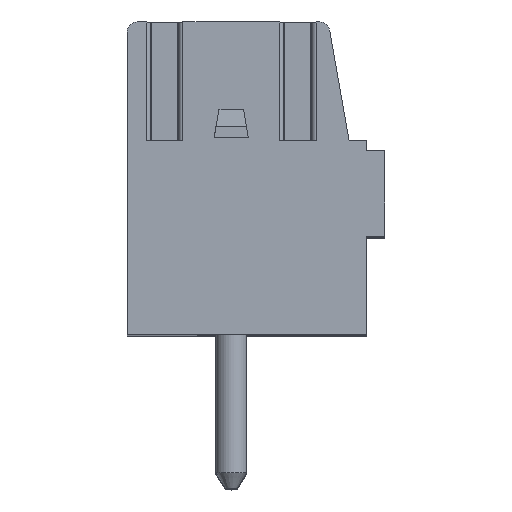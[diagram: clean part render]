
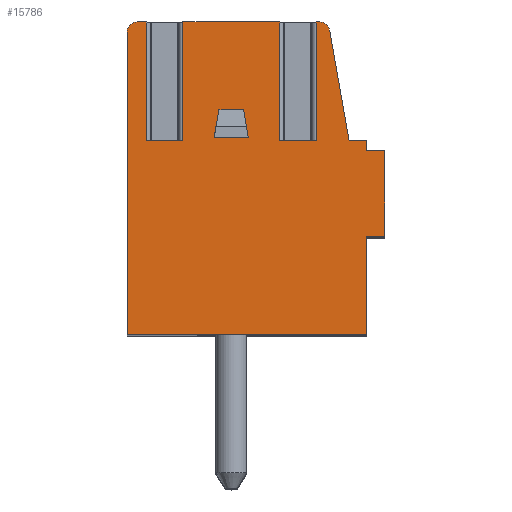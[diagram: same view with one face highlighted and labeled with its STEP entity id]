
A CAD part, top view. The second image highlights one B-rep face of the part: STEP entity #15786.
In plain terms, the highlighted planar face has unit normal (0, 0, 1).
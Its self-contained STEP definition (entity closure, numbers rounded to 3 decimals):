
#2225=DIRECTION('',(-1.,0.,0.));
#2226=VECTOR('',#2225,1.07);
#2227=CARTESIAN_POINT('',(2.035,1.105,1.75));
#2228=LINE('',#2227,#2226);
#2229=DIRECTION('',(0.,1.,0.));
#2230=VECTOR('',#2229,3.47);
#2231=CARTESIAN_POINT('',(2.035,1.105,1.75));
#2232=LINE('',#2231,#2230);
#2233=DIRECTION('',(1.,0.,0.));
#2234=VECTOR('',#2233,0.101);
#2235=CARTESIAN_POINT('',(2.035,4.575,1.75));
#2236=LINE('',#2235,#2234);
#2237=CARTESIAN_POINT('',(2.136,4.275,1.75));
#2238=DIRECTION('',(0.,0.,-1.));
#2239=DIRECTION('',(0.,1.,0.));
#2240=AXIS2_PLACEMENT_3D('',#2237,#2238,#2239);
#2242=DIRECTION('',(0.174,-0.985,0.));
#2243=VECTOR('',#2242,3.272);
#2244=CARTESIAN_POINT('',(2.432,4.327,1.75));
#2245=LINE('',#2244,#2243);
#2246=DIRECTION('',(1.,0.,0.));
#2247=VECTOR('',#2246,0.5);
#2248=CARTESIAN_POINT('',(3.,1.105,1.75));
#2249=LINE('',#2248,#2247);
#2250=DIRECTION('',(0.,-1.,0.));
#2251=VECTOR('',#2250,0.3);
#2252=CARTESIAN_POINT('',(3.5,1.105,1.75));
#2253=LINE('',#2252,#2251);
#2254=DIRECTION('',(0.,-1.,0.));
#2255=VECTOR('',#2254,2.88);
#2256=CARTESIAN_POINT('',(3.5,-1.695,1.75));
#2257=LINE('',#2256,#2255);
#2258=DIRECTION('',(-1.,0.,0.));
#2259=VECTOR('',#2258,7.);
#2260=CARTESIAN_POINT('',(3.5,-4.575,1.75));
#2261=LINE('',#2260,#2259);
#2262=DIRECTION('',(0.,1.,0.));
#2263=VECTOR('',#2262,8.85);
#2264=CARTESIAN_POINT('',(-3.5,-4.575,1.75));
#2265=LINE('',#2264,#2263);
#2266=CARTESIAN_POINT('',(-3.2,4.275,1.75));
#2267=DIRECTION('',(0.,0.,-1.));
#2268=DIRECTION('',(-1.,0.,0.));
#2269=AXIS2_PLACEMENT_3D('',#2266,#2267,#2268);
#2271=DIRECTION('',(1.,0.,0.));
#2272=VECTOR('',#2271,0.265);
#2273=CARTESIAN_POINT('',(-3.2,4.575,1.75));
#2274=LINE('',#2273,#2272);
#2275=DIRECTION('',(0.,1.,0.));
#2276=VECTOR('',#2275,3.47);
#2277=CARTESIAN_POINT('',(-2.935,1.105,1.75));
#2278=LINE('',#2277,#2276);
#2279=DIRECTION('',(-1.,0.,0.));
#2280=VECTOR('',#2279,1.07);
#2281=CARTESIAN_POINT('',(-1.865,1.105,1.75));
#2282=LINE('',#2281,#2280);
#2283=DIRECTION('',(0.,1.,0.));
#2284=VECTOR('',#2283,3.47);
#2285=CARTESIAN_POINT('',(-1.865,1.105,1.75));
#2286=LINE('',#2285,#2284);
#2287=DIRECTION('',(1.,0.,0.));
#2288=VECTOR('',#2287,2.83);
#2289=CARTESIAN_POINT('',(-1.865,4.575,1.75));
#2290=LINE('',#2289,#2288);
#2291=DIRECTION('',(0.,1.,0.));
#2292=VECTOR('',#2291,3.47);
#2293=CARTESIAN_POINT('',(0.965,1.105,1.75));
#2294=LINE('',#2293,#2292);
#2295=DIRECTION('',(-1.,0.,0.));
#2296=VECTOR('',#2295,0.718);
#2297=CARTESIAN_POINT('',(-0.091,2.005,1.75));
#2298=LINE('',#2297,#2296);
#2299=DIRECTION('',(-0.174,-0.985,0.));
#2300=VECTOR('',#2299,0.812);
#2301=CARTESIAN_POINT('',(-0.809,2.005,1.75));
#2302=LINE('',#2301,#2300);
#2303=DIRECTION('',(1.,0.,0.));
#2304=VECTOR('',#2303,1.);
#2305=CARTESIAN_POINT('',(-0.95,1.205,1.75));
#2306=LINE('',#2305,#2304);
#2307=DIRECTION('',(-0.174,0.985,0.));
#2308=VECTOR('',#2307,0.812);
#2309=CARTESIAN_POINT('',(0.05,1.205,1.75));
#2310=LINE('',#2309,#2308);
#2515=DIRECTION('',(-1.,0.,0.));
#2516=VECTOR('',#2515,0.55);
#2517=CARTESIAN_POINT('',(4.05,0.805,1.75));
#2518=LINE('',#2517,#2516);
#3166=DIRECTION('',(0.,1.,0.));
#3167=VECTOR('',#3166,2.5);
#3168=CARTESIAN_POINT('',(4.05,-1.695,1.75));
#3169=LINE('',#3168,#3167);
#3286=DIRECTION('',(1.,0.,0.));
#3287=VECTOR('',#3286,0.55);
#3288=CARTESIAN_POINT('',(3.5,-1.695,1.75));
#3289=LINE('',#3288,#3287);
#9952=CARTESIAN_POINT('',(-3.5,4.275,1.75));
#9953=CARTESIAN_POINT('',(-3.2,4.575,1.75));
#9954=VERTEX_POINT('',#9952);
#9955=VERTEX_POINT('',#9953);
#9956=CARTESIAN_POINT('',(-3.5,-4.575,1.75));
#9957=VERTEX_POINT('',#9956);
#9958=CARTESIAN_POINT('',(3.5,-4.575,1.75));
#9959=VERTEX_POINT('',#9958);
#9960=CARTESIAN_POINT('',(3.5,-1.695,1.75));
#9961=VERTEX_POINT('',#9960);
#9962=CARTESIAN_POINT('',(3.5,1.105,1.75));
#9963=CARTESIAN_POINT('',(3.5,0.805,1.75));
#9964=VERTEX_POINT('',#9962);
#9965=VERTEX_POINT('',#9963);
#9966=CARTESIAN_POINT('',(3.,1.105,1.75));
#9967=VERTEX_POINT('',#9966);
#9968=CARTESIAN_POINT('',(2.432,4.327,1.75));
#9969=VERTEX_POINT('',#9968);
#9970=CARTESIAN_POINT('',(2.136,4.575,1.75));
#9971=VERTEX_POINT('',#9970);
#10129=CARTESIAN_POINT('',(4.05,-1.695,1.75));
#10131=VERTEX_POINT('',#10129);
#10133=CARTESIAN_POINT('',(4.05,0.805,1.75));
#10135=VERTEX_POINT('',#10133);
#10312=CARTESIAN_POINT('',(2.035,1.105,1.75));
#10313=CARTESIAN_POINT('',(0.965,1.105,1.75));
#10314=VERTEX_POINT('',#10312);
#10315=VERTEX_POINT('',#10313);
#10316=CARTESIAN_POINT('',(-1.865,1.105,1.75));
#10317=CARTESIAN_POINT('',(-2.935,1.105,1.75));
#10318=VERTEX_POINT('',#10316);
#10319=VERTEX_POINT('',#10317);
#10320=CARTESIAN_POINT('',(-2.935,4.575,1.75));
#10321=VERTEX_POINT('',#10320);
#10322=CARTESIAN_POINT('',(-1.865,4.575,1.75));
#10323=VERTEX_POINT('',#10322);
#10324=CARTESIAN_POINT('',(2.035,4.575,1.75));
#10325=VERTEX_POINT('',#10324);
#10326=CARTESIAN_POINT('',(0.965,4.575,1.75));
#10327=VERTEX_POINT('',#10326);
#10356=CARTESIAN_POINT('',(-0.95,1.205,1.75));
#10357=CARTESIAN_POINT('',(0.05,1.205,1.75));
#10358=VERTEX_POINT('',#10356);
#10359=VERTEX_POINT('',#10357);
#10361=CARTESIAN_POINT('',(-0.809,2.005,1.75));
#10363=VERTEX_POINT('',#10361);
#10364=CARTESIAN_POINT('',(-0.091,2.005,1.75));
#10365=VERTEX_POINT('',#10364);
#15733=CARTESIAN_POINT('',(0.,0.,1.75));
#15734=DIRECTION('',(0.,0.,1.));
#15735=DIRECTION('',(1.,0.,0.));
#15736=AXIS2_PLACEMENT_3D('',#15733,#15734,#15735);
#15737=PLANE('',#15736);
#15739=ORIENTED_EDGE('',*,*,#15738,.F.);
#15741=ORIENTED_EDGE('',*,*,#15740,.T.);
#15742=ORIENTED_EDGE('',*,*,#12963,.T.);
#15744=ORIENTED_EDGE('',*,*,#15743,.T.);
#15746=ORIENTED_EDGE('',*,*,#15745,.T.);
#15748=ORIENTED_EDGE('',*,*,#15747,.T.);
#15750=ORIENTED_EDGE('',*,*,#15749,.T.);
#15752=ORIENTED_EDGE('',*,*,#15751,.F.);
#15754=ORIENTED_EDGE('',*,*,#15753,.F.);
#15756=ORIENTED_EDGE('',*,*,#15755,.F.);
#15758=ORIENTED_EDGE('',*,*,#15757,.T.);
#15760=ORIENTED_EDGE('',*,*,#15759,.T.);
#15762=ORIENTED_EDGE('',*,*,#15761,.T.);
#15764=ORIENTED_EDGE('',*,*,#15763,.T.);
#15765=ORIENTED_EDGE('',*,*,#12928,.T.);
#15767=ORIENTED_EDGE('',*,*,#15766,.F.);
#15769=ORIENTED_EDGE('',*,*,#15768,.F.);
#15770=ORIENTED_EDGE('',*,*,#15724,.T.);
#15771=ORIENTED_EDGE('',*,*,#12979,.T.);
#15773=ORIENTED_EDGE('',*,*,#15772,.F.);
#15774=EDGE_LOOP('',(#15739,#15741,#15742,#15744,#15746,#15748,#15750,#15752,
#15754,#15756,#15758,#15760,#15762,#15764,#15765,#15767,#15769,#15770,#15771,
#15773));
#15775=FACE_OUTER_BOUND('',#15774,.F.);
#15777=ORIENTED_EDGE('',*,*,#15776,.T.);
#15779=ORIENTED_EDGE('',*,*,#15778,.T.);
#15781=ORIENTED_EDGE('',*,*,#15780,.T.);
#15783=ORIENTED_EDGE('',*,*,#15782,.T.);
#15784=EDGE_LOOP('',(#15777,#15779,#15781,#15783));
#15785=FACE_BOUND('',#15784,.F.);
#2241=CIRCLE('',#2240,0.3);
#2270=CIRCLE('',#2269,0.3);
#12928=EDGE_CURVE('',#9955,#10321,#2274,.T.);
#12963=EDGE_CURVE('',#10325,#9971,#2236,.T.);
#12979=EDGE_CURVE('',#10323,#10327,#2290,.T.);
#15724=EDGE_CURVE('',#10318,#10323,#2286,.T.);
#15738=EDGE_CURVE('',#10314,#10315,#2228,.T.);
#15740=EDGE_CURVE('',#10314,#10325,#2232,.T.);
#15743=EDGE_CURVE('',#9971,#9969,#2241,.T.);
#15745=EDGE_CURVE('',#9969,#9967,#2245,.T.);
#15747=EDGE_CURVE('',#9967,#9964,#2249,.T.);
#15749=EDGE_CURVE('',#9964,#9965,#2253,.T.);
#15751=EDGE_CURVE('',#10135,#9965,#2518,.T.);
#15753=EDGE_CURVE('',#10131,#10135,#3169,.T.);
#15755=EDGE_CURVE('',#9961,#10131,#3289,.T.);
#15757=EDGE_CURVE('',#9961,#9959,#2257,.T.);
#15759=EDGE_CURVE('',#9959,#9957,#2261,.T.);
#15761=EDGE_CURVE('',#9957,#9954,#2265,.T.);
#15763=EDGE_CURVE('',#9954,#9955,#2270,.T.);
#15766=EDGE_CURVE('',#10319,#10321,#2278,.T.);
#15768=EDGE_CURVE('',#10318,#10319,#2282,.T.);
#15772=EDGE_CURVE('',#10315,#10327,#2294,.T.);
#15776=EDGE_CURVE('',#10365,#10363,#2298,.T.);
#15778=EDGE_CURVE('',#10363,#10358,#2302,.T.);
#15780=EDGE_CURVE('',#10358,#10359,#2306,.T.);
#15782=EDGE_CURVE('',#10359,#10365,#2310,.T.);
#15786=ADVANCED_FACE('',(#15775,#15785),#15737,.T.);
